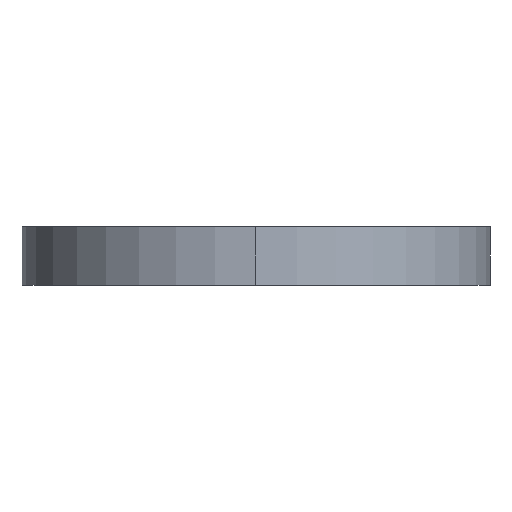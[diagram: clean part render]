
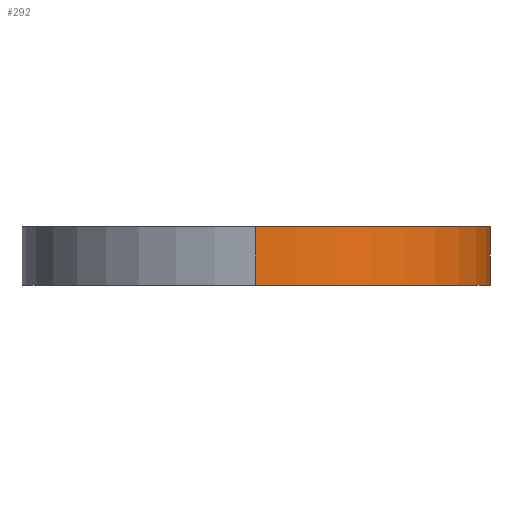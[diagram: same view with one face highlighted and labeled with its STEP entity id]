
A CAD part, left-side view. The second image highlights one B-rep face of the part: STEP entity #292.
In plain terms, the highlighted cylindrical face has radius 12 mm (diameter 24 mm), a partial arc.
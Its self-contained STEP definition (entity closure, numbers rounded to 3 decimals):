
#21 = CARTESIAN_POINT ( 'NONE',  ( -12., 0., 3. ) ) ;
#22 = CARTESIAN_POINT ( 'NONE',  ( -12., 0., 0. ) ) ;
#54 = DIRECTION ( 'NONE',  ( 0., 0., 1. ) ) ;
#77 = VERTEX_POINT ( 'NONE', #22 ) ;
#165 = CARTESIAN_POINT ( 'NONE',  ( 0., -12., 0. ) ) ;
#292 = ADVANCED_FACE ( 'NONE', ( #715 ), #1455, .T. ) ;
#342 = EDGE_LOOP ( 'NONE', ( #503, #396, #1389, #1845 ) ) ;
#358 = DIRECTION ( 'NONE',  ( 0., 0., 1. ) ) ;
#396 = ORIENTED_EDGE ( 'NONE', *, *, #1773, .T. ) ;
#503 = ORIENTED_EDGE ( 'NONE', *, *, #887, .F. ) ;
#612 = VERTEX_POINT ( 'NONE', #1182 ) ;
#654 = AXIS2_PLACEMENT_3D ( 'NONE', #1233, #358, #1373 ) ;
#715 = FACE_OUTER_BOUND ( 'NONE', #342, .T. ) ;
#775 = CIRCLE ( 'NONE', #654, 12. ) ;
#851 = EDGE_CURVE ( 'NONE', #77, #1158, #775, .T. ) ;
#859 = AXIS2_PLACEMENT_3D ( 'NONE', #948, #54, #1093 ) ;
#887 = EDGE_CURVE ( 'NONE', #1172, #612, #1464, .T. ) ;
#890 = CARTESIAN_POINT ( 'NONE',  ( 0., -12., 3. ) ) ;
#918 = CARTESIAN_POINT ( 'NONE',  ( 0., 0., 3. ) ) ;
#944 = VECTOR ( 'NONE', #1912, 1000. ) ;
#948 = CARTESIAN_POINT ( 'NONE',  ( 0., 0., 3. ) ) ;
#976 = DIRECTION ( 'NONE',  ( -1., 0., 0. ) ) ;
#1016 = LINE ( 'NONE', #1116, #1745 ) ;
#1093 = DIRECTION ( 'NONE',  ( 1., 0., 0. ) ) ;
#1106 = DIRECTION ( 'NONE',  ( 0., 0., -1. ) ) ;
#1116 = CARTESIAN_POINT ( 'NONE',  ( -12., 0., 3. ) ) ;
#1118 = AXIS2_PLACEMENT_3D ( 'NONE', #918, #1199, #976 ) ;
#1158 = VERTEX_POINT ( 'NONE', #165 ) ;
#1172 = VERTEX_POINT ( 'NONE', #21 ) ;
#1182 = CARTESIAN_POINT ( 'NONE',  ( 0., -12., 3. ) ) ;
#1199 = DIRECTION ( 'NONE',  ( 0., 0., -1. ) ) ;
#1233 = CARTESIAN_POINT ( 'NONE',  ( 0., 0., 0. ) ) ;
#1332 = LINE ( 'NONE', #890, #944 ) ;
#1373 = DIRECTION ( 'NONE',  ( 1., 0., 0. ) ) ;
#1389 = ORIENTED_EDGE ( 'NONE', *, *, #851, .T. ) ;
#1455 = CYLINDRICAL_SURFACE ( 'NONE', #1118, 12. ) ;
#1464 = CIRCLE ( 'NONE', #859, 12. ) ;
#1624 = EDGE_CURVE ( 'NONE', #612, #1158, #1332, .T. ) ;
#1745 = VECTOR ( 'NONE', #1106, 1000. ) ;
#1773 = EDGE_CURVE ( 'NONE', #1172, #77, #1016, .T. ) ;
#1845 = ORIENTED_EDGE ( 'NONE', *, *, #1624, .F. ) ;
#1912 = DIRECTION ( 'NONE',  ( 0., 0., -1. ) ) ;
